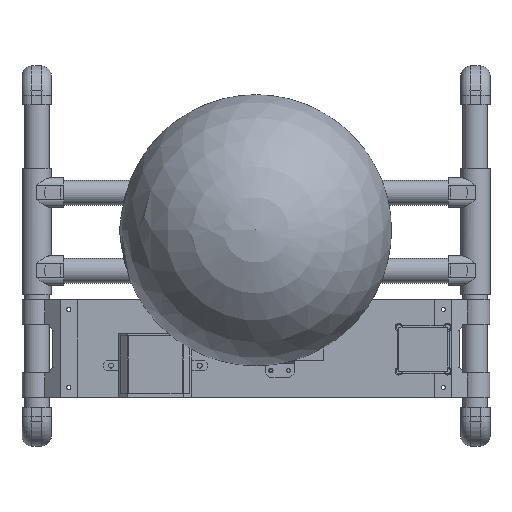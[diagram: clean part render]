
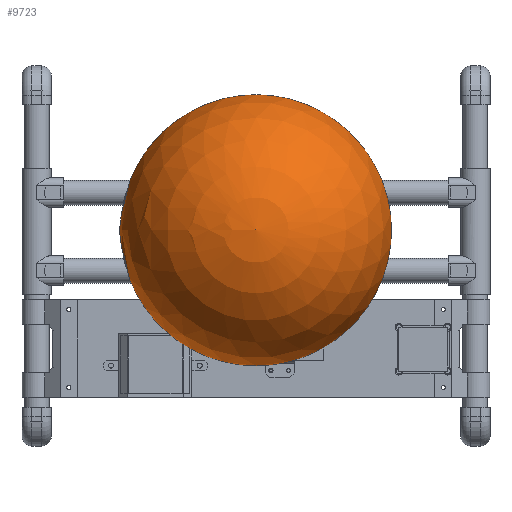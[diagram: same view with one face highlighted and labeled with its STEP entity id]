
A CAD part, top view. The second image highlights one B-rep face of the part: STEP entity #9723.
In plain terms, the highlighted spherical face has radius 140 mm.
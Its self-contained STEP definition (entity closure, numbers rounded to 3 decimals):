
#115=SPHERICAL_SURFACE('',#10384,140.);
#733=FACE_OUTER_BOUND('',#1334,.T.);
#1334=EDGE_LOOP('',(#6701,#6702));
#3875=CIRCLE('',#10385,140.);
#4322=VERTEX_POINT('',#14414);
#4323=VERTEX_POINT('',#14415);
#5260=EDGE_CURVE('',#4322,#4323,#3875,.T.);
#6701=ORIENTED_EDGE('',*,*,#5260,.T.);
#6702=ORIENTED_EDGE('',*,*,#5260,.F.);
#9723=ADVANCED_FACE('',(#733),#115,.T.);
#10384=AXIS2_PLACEMENT_3D('',#14413,#11463,#11464);
#10385=AXIS2_PLACEMENT_3D('',#14416,#11465,#11466);
#11463=DIRECTION('center_axis',(0.,0.,1.));
#11464=DIRECTION('ref_axis',(1.,0.,0.));
#11465=DIRECTION('center_axis',(0.,-1.,0.));
#11466=DIRECTION('ref_axis',(-1.,0.,0.));
#14413=CARTESIAN_POINT('Origin',(54.999,-14.998,780.));
#14414=CARTESIAN_POINT('',(54.999,-14.998,920.));
#14415=CARTESIAN_POINT('',(54.999,-14.998,640.));
#14416=CARTESIAN_POINT('Origin',(54.999,-14.998,780.));
